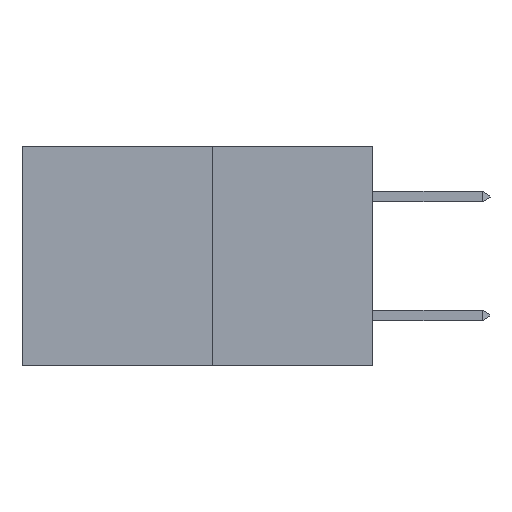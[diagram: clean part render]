
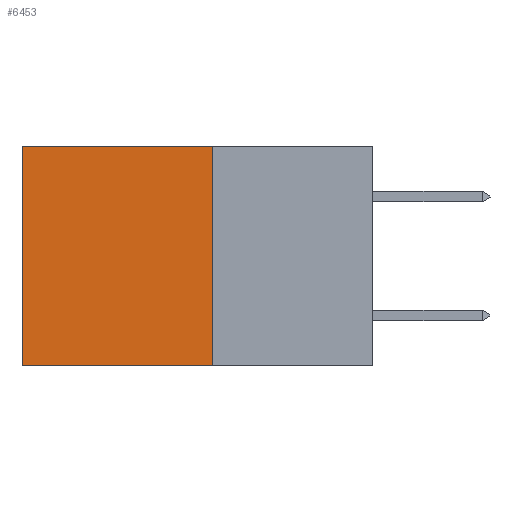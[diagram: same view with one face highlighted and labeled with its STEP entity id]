
A CAD part, left-side view. The second image highlights one B-rep face of the part: STEP entity #6453.
In plain terms, the highlighted planar face has unit normal (-1, 0, 0).
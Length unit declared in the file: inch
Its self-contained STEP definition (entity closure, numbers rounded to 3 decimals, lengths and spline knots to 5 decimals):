
#172 = AXIS2_PLACEMENT_3D ( 'NONE', #5994, #14554, #7253 ) ;
#305 = ORIENTED_EDGE ( 'NONE', *, *, #11566, .T. ) ;
#1529 = EDGE_CURVE ( 'NONE', #13455, #5897, #7572, .T. ) ;
#1951 = EDGE_CURVE ( 'NONE', #13455, #8888, #9563, .T. ) ;
#2278 = PLANE ( 'NONE',  #172 ) ;
#3378 = VECTOR ( 'NONE', #8155, 39.37008 ) ;
#4177 = DIRECTION ( 'NONE',  ( 0., 1., 0. ) ) ;
#4286 = CARTESIAN_POINT ( 'NONE',  ( 0.277, 0.27, -0.37 ) ) ;
#4318 = DIRECTION ( 'NONE',  ( 0., 0., -1. ) ) ;
#4673 = CARTESIAN_POINT ( 'NONE',  ( 0.277, 0.27, 0. ) ) ;
#5553 = EDGE_CURVE ( 'NONE', #5897, #8243, #10431, .T. ) ;
#5718 = CARTESIAN_POINT ( 'NONE',  ( 0.277, 0.59, -0.37 ) ) ;
#5897 = VERTEX_POINT ( 'NONE', #13237 ) ;
#5994 = CARTESIAN_POINT ( 'NONE',  ( 0.277, 0.27, -0.37 ) ) ;
#6001 = FACE_OUTER_BOUND ( 'NONE', #14899, .T. ) ;
#6453 = ADVANCED_FACE ( 'NONE', ( #6001 ), #2278, .F. ) ;
#6586 = DIRECTION ( 'NONE',  ( 0., 1., 0. ) ) ;
#6671 = VECTOR ( 'NONE', #4177, 39.37008 ) ;
#6896 = CARTESIAN_POINT ( 'NONE',  ( 0.277, 0.59, -0.37 ) ) ;
#7253 = DIRECTION ( 'NONE',  ( 0., 0., -1. ) ) ;
#7572 = LINE ( 'NONE', #14455, #14079 ) ;
#8155 = DIRECTION ( 'NONE',  ( 0., 0., -1. ) ) ;
#8189 = ORIENTED_EDGE ( 'NONE', *, *, #1951, .T. ) ;
#8243 = VERTEX_POINT ( 'NONE', #5718 ) ;
#8888 = VERTEX_POINT ( 'NONE', #15278 ) ;
#9563 = LINE ( 'NONE', #9593, #15130 ) ;
#9593 = CARTESIAN_POINT ( 'NONE',  ( 0.277, 0.27, 0. ) ) ;
#10365 = ORIENTED_EDGE ( 'NONE', *, *, #5553, .F. ) ;
#10431 = LINE ( 'NONE', #4286, #6671 ) ;
#11566 = EDGE_CURVE ( 'NONE', #8888, #8243, #13209, .T. ) ;
#13209 = LINE ( 'NONE', #6896, #3378 ) ;
#13237 = CARTESIAN_POINT ( 'NONE',  ( 0.277, 0.27, -0.37 ) ) ;
#13455 = VERTEX_POINT ( 'NONE', #4673 ) ;
#13559 = ORIENTED_EDGE ( 'NONE', *, *, #1529, .F. ) ;
#14079 = VECTOR ( 'NONE', #4318, 39.37008 ) ;
#14455 = CARTESIAN_POINT ( 'NONE',  ( 0.277, 0.27, -0.37 ) ) ;
#14554 = DIRECTION ( 'NONE',  ( 1., 0., 0. ) ) ;
#14899 = EDGE_LOOP ( 'NONE', ( #305, #10365, #13559, #8189 ) ) ;
#15130 = VECTOR ( 'NONE', #6586, 39.37008 ) ;
#15278 = CARTESIAN_POINT ( 'NONE',  ( 0.277, 0.59, 0. ) ) ;
